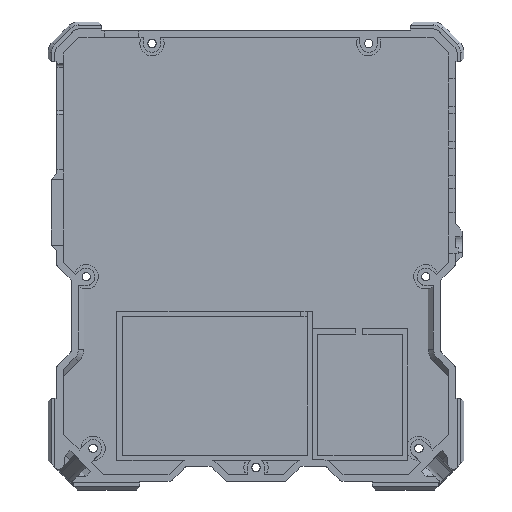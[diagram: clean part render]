
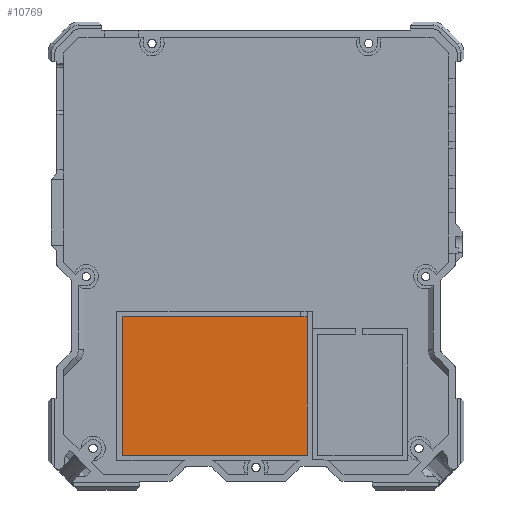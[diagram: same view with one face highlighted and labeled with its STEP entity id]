
A CAD part, top view. The second image highlights one B-rep face of the part: STEP entity #10769.
In plain terms, the highlighted planar face has unit normal (0, 0, 1).
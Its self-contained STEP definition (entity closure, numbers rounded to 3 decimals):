
#6640 = VERTEX_POINT('',#6641);
#6641 = CARTESIAN_POINT('',(14.84,-57.5,-12.1));
#6647 = EDGE_CURVE('',#6640,#6648,#6650,.T.);
#6648 = VERTEX_POINT('',#6649);
#6649 = CARTESIAN_POINT('',(14.84,-17.5,-12.1));
#6650 = LINE('',#6651,#6652);
#6651 = CARTESIAN_POINT('',(14.84,-9.732,-12.1));
#6652 = VECTOR('',#6653,1.);
#6653 = DIRECTION('',(0.,1.,0.));
#6723 = EDGE_CURVE('',#6724,#6640,#6726,.T.);
#6724 = VERTEX_POINT('',#6725);
#6725 = CARTESIAN_POINT('',(0.,-57.5,-12.1));
#6726 = LINE('',#6727,#6728);
#6727 = CARTESIAN_POINT('',(7.42,-57.5,-12.1));
#6728 = VECTOR('',#6729,1.);
#6729 = DIRECTION('',(1.,0.,0.));
#6734 = VERTEX_POINT('',#6735);
#6735 = CARTESIAN_POINT('',(-38.66,-57.5,-12.1));
#6741 = EDGE_CURVE('',#6734,#6724,#6742,.T.);
#6742 = LINE('',#6743,#6744);
#6743 = CARTESIAN_POINT('',(7.42,-57.5,-12.1));
#6744 = VECTOR('',#6745,1.);
#6745 = DIRECTION('',(1.,0.,0.));
#6817 = EDGE_CURVE('',#6818,#6734,#6820,.T.);
#6818 = VERTEX_POINT('',#6819);
#6819 = CARTESIAN_POINT('',(-38.66,-17.5,-12.1));
#6820 = LINE('',#6821,#6822);
#6821 = CARTESIAN_POINT('',(-38.66,-30.482,-12.1));
#6822 = VECTOR('',#6823,1.);
#6823 = DIRECTION('',(0.,-1.,0.));
#6865 = EDGE_CURVE('',#6648,#6818,#6866,.T.);
#6866 = LINE('',#6867,#6868);
#6867 = CARTESIAN_POINT('',(6.42,-17.5,-12.1));
#6868 = VECTOR('',#6869,1.);
#6869 = DIRECTION('',(-1.,0.,0.));
#10769 = ADVANCED_FACE('',(#10770),#10777,.T.);
#10770 = FACE_BOUND('',#10771,.T.);
#10771 = EDGE_LOOP('',(#10772,#10773,#10774,#10775,#10776));
#10772 = ORIENTED_EDGE('',*,*,#6817,.T.);
#10773 = ORIENTED_EDGE('',*,*,#6741,.T.);
#10774 = ORIENTED_EDGE('',*,*,#6723,.T.);
#10775 = ORIENTED_EDGE('',*,*,#6647,.T.);
#10776 = ORIENTED_EDGE('',*,*,#6865,.T.);
#10777 = PLANE('',#10778);
#10778 = AXIS2_PLACEMENT_3D('',#10779,#10780,#10781);
#10779 = CARTESIAN_POINT('',(0.,-3.464,-12.1));
#10780 = DIRECTION('',(0.,0.,1.));
#10781 = DIRECTION('',(1.,0.,0.));
